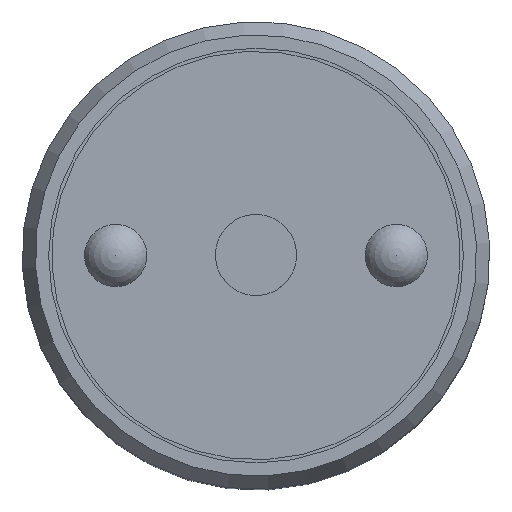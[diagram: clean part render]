
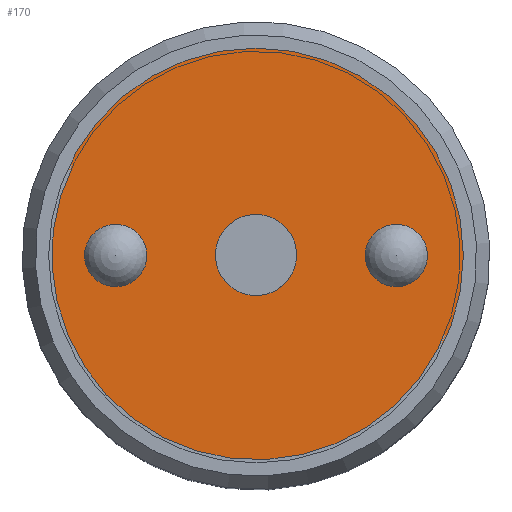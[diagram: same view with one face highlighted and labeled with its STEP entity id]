
A CAD part, top view. The second image highlights one B-rep face of the part: STEP entity #170.
In plain terms, the highlighted planar face has unit normal (0, 0, 1).
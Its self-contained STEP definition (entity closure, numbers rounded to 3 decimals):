
#20=PLANE('',#205);
#40=FACE_OUTER_BOUND('',#61,.T.);
#61=EDGE_LOOP('',(#131));
#82=CIRCLE('',#206,13.3);
#97=VERTEX_POINT('',#308);
#112=EDGE_CURVE('',#97,#97,#82,.T.);
#131=ORIENTED_EDGE('',*,*,#112,.F.);
#170=ADVANCED_FACE('',(#40),#20,.T.);
#205=AXIS2_PLACEMENT_3D('',#307,#249,#250);
#206=AXIS2_PLACEMENT_3D('',#309,#251,#252);
#249=DIRECTION('center_axis',(0.,0.,
1.));
#250=DIRECTION('ref_axis',(1.,0.,0.));
#251=DIRECTION('center_axis',(0.,0.,
-1.));
#252=DIRECTION('ref_axis',(1.,0.,0.));
#307=CARTESIAN_POINT('Origin',(-11.891,12.246,12.645));
#308=CARTESIAN_POINT('',(-11.891,12.246,12.645));
#309=CARTESIAN_POINT('Origin',(-11.891,-1.054,12.645));
